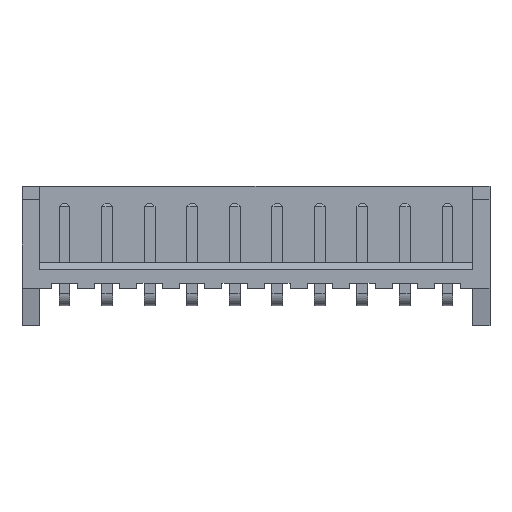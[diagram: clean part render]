
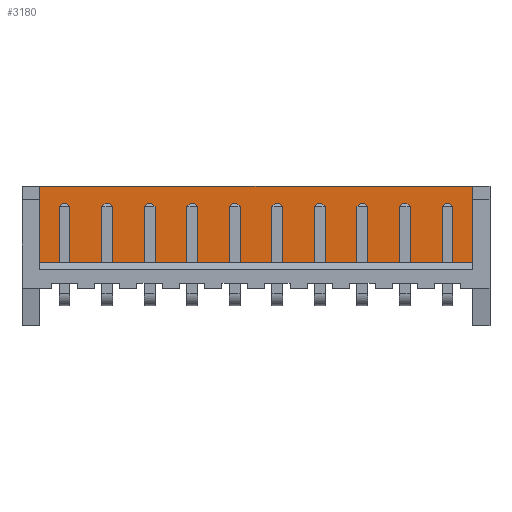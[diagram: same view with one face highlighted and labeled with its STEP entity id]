
A CAD part, top view. The second image highlights one B-rep face of the part: STEP entity #3180.
In plain terms, the highlighted planar face has unit normal (0, 0, 1).
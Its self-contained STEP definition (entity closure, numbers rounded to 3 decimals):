
#70 = PLANE('',#71);
#71 = AXIS2_PLACEMENT_3D('',#72,#73,#74);
#72 = CARTESIAN_POINT('',(-2.5,6.7,2.2));
#73 = DIRECTION('',(0.,-1.,0.));
#74 = DIRECTION('',(0.,0.,-1.));
#124 = PLANE('',#125);
#125 = AXIS2_PLACEMENT_3D('',#126,#127,#128);
#126 = CARTESIAN_POINT('',(24.,2.2,2.6));
#127 = DIRECTION('',(0.,-1.,0.));
#128 = DIRECTION('',(-1.,0.,0.));
#470 = VERTEX_POINT('',#471);
#471 = CARTESIAN_POINT('',(-2.05,2.2,0.85));
#485 = PLANE('',#486);
#486 = AXIS2_PLACEMENT_3D('',#487,#488,#489);
#487 = CARTESIAN_POINT('',(-2.05,6.7,0.85));
#488 = DIRECTION('',(-1.,0.,0.));
#489 = DIRECTION('',(0.,0.,1.));
#497 = EDGE_CURVE('',#498,#470,#500,.T.);
#498 = VERTEX_POINT('',#499);
#499 = CARTESIAN_POINT('',(24.55,2.2,0.85));
#500 = SURFACE_CURVE('',#501,(#505,#512),.PCURVE_S1.);
#501 = LINE('',#502,#503);
#502 = CARTESIAN_POINT('',(24.55,2.2,0.85));
#503 = VECTOR('',#504,1.);
#504 = DIRECTION('',(-1.,0.,0.));
#505 = PCURVE('',#124,#506);
#506 = DEFINITIONAL_REPRESENTATION('',(#507),#511);
#507 = LINE('',#508,#509);
#508 = CARTESIAN_POINT('',(-0.55,1.75));
#509 = VECTOR('',#510,1.);
#510 = DIRECTION('',(1.,0.));
#511 = ( GEOMETRIC_REPRESENTATION_CONTEXT(2)
PARAMETRIC_REPRESENTATION_CONTEXT() REPRESENTATION_CONTEXT('2D SPACE',''
) );
#512 = PCURVE('',#513,#518);
#513 = PLANE('',#514);
#514 = AXIS2_PLACEMENT_3D('',#515,#516,#517);
#515 = CARTESIAN_POINT('',(24.55,6.7,0.85));
#516 = DIRECTION('',(0.,0.,-1.));
#517 = DIRECTION('',(-1.,0.,0.));
#518 = DEFINITIONAL_REPRESENTATION('',(#519),#523);
#519 = LINE('',#520,#521);
#520 = CARTESIAN_POINT('',(0.,-4.5));
#521 = VECTOR('',#522,1.);
#522 = DIRECTION('',(1.,0.));
#523 = ( GEOMETRIC_REPRESENTATION_CONTEXT(2)
PARAMETRIC_REPRESENTATION_CONTEXT() REPRESENTATION_CONTEXT('2D SPACE',''
) );
#541 = PLANE('',#542);
#542 = AXIS2_PLACEMENT_3D('',#543,#544,#545);
#543 = CARTESIAN_POINT('',(24.55,6.7,1.35));
#544 = DIRECTION('',(1.,0.,0.));
#545 = DIRECTION('',(0.,0.,-1.));
#2056 = VERTEX_POINT('',#2057);
#2057 = CARTESIAN_POINT('',(-2.05,6.7,0.85));
#2078 = EDGE_CURVE('',#2079,#2056,#2081,.T.);
#2079 = VERTEX_POINT('',#2080);
#2080 = CARTESIAN_POINT('',(24.55,6.7,0.85));
#2081 = SURFACE_CURVE('',#2082,(#2086,#2093),.PCURVE_S1.);
#2082 = LINE('',#2083,#2084);
#2083 = CARTESIAN_POINT('',(24.55,6.7,0.85));
#2084 = VECTOR('',#2085,1.);
#2085 = DIRECTION('',(-1.,0.,0.));
#2086 = PCURVE('',#70,#2087);
#2087 = DEFINITIONAL_REPRESENTATION('',(#2088),#2092);
#2088 = LINE('',#2089,#2090);
#2089 = CARTESIAN_POINT('',(1.35,27.05));
#2090 = VECTOR('',#2091,1.);
#2091 = DIRECTION('',(0.,-1.));
#2092 = ( GEOMETRIC_REPRESENTATION_CONTEXT(2)
PARAMETRIC_REPRESENTATION_CONTEXT() REPRESENTATION_CONTEXT('2D SPACE',''
) );
#2093 = PCURVE('',#513,#2094);
#2094 = DEFINITIONAL_REPRESENTATION('',(#2095),#2099);
#2095 = LINE('',#2096,#2097);
#2096 = CARTESIAN_POINT('',(0.,0.));
#2097 = VECTOR('',#2098,1.);
#2098 = DIRECTION('',(1.,0.));
#2099 = ( GEOMETRIC_REPRESENTATION_CONTEXT(2)
PARAMETRIC_REPRESENTATION_CONTEXT() REPRESENTATION_CONTEXT('2D SPACE',''
) );
#3134 = EDGE_CURVE('',#2079,#498,#3135,.T.);
#3135 = SURFACE_CURVE('',#3136,(#3140,#3147),.PCURVE_S1.);
#3136 = LINE('',#3137,#3138);
#3137 = CARTESIAN_POINT('',(24.55,6.7,0.85));
#3138 = VECTOR('',#3139,1.);
#3139 = DIRECTION('',(0.,-1.,0.));
#3140 = PCURVE('',#541,#3141);
#3141 = DEFINITIONAL_REPRESENTATION('',(#3142),#3146);
#3142 = LINE('',#3143,#3144);
#3143 = CARTESIAN_POINT('',(0.5,0.));
#3144 = VECTOR('',#3145,1.);
#3145 = DIRECTION('',(0.,-1.));
#3146 = ( GEOMETRIC_REPRESENTATION_CONTEXT(2)
PARAMETRIC_REPRESENTATION_CONTEXT() REPRESENTATION_CONTEXT('2D SPACE',''
) );
#3147 = PCURVE('',#513,#3148);
#3148 = DEFINITIONAL_REPRESENTATION('',(#3149),#3153);
#3149 = LINE('',#3150,#3151);
#3150 = CARTESIAN_POINT('',(0.,0.));
#3151 = VECTOR('',#3152,1.);
#3152 = DIRECTION('',(0.,-1.));
#3153 = ( GEOMETRIC_REPRESENTATION_CONTEXT(2)
PARAMETRIC_REPRESENTATION_CONTEXT() REPRESENTATION_CONTEXT('2D SPACE',''
) );
#3180 = ADVANCED_FACE('',(#3181),#513,.F.);
#3181 = FACE_BOUND('',#3182,.F.);
#3182 = EDGE_LOOP('',(#3183,#3184,#3185,#3206));
#3183 = ORIENTED_EDGE('',*,*,#3134,.T.);
#3184 = ORIENTED_EDGE('',*,*,#497,.T.);
#3185 = ORIENTED_EDGE('',*,*,#3186,.F.);
#3186 = EDGE_CURVE('',#2056,#470,#3187,.T.);
#3187 = SURFACE_CURVE('',#3188,(#3192,#3199),.PCURVE_S1.);
#3188 = LINE('',#3189,#3190);
#3189 = CARTESIAN_POINT('',(-2.05,6.7,0.85));
#3190 = VECTOR('',#3191,1.);
#3191 = DIRECTION('',(0.,-1.,0.));
#3192 = PCURVE('',#513,#3193);
#3193 = DEFINITIONAL_REPRESENTATION('',(#3194),#3198);
#3194 = LINE('',#3195,#3196);
#3195 = CARTESIAN_POINT('',(26.6,0.));
#3196 = VECTOR('',#3197,1.);
#3197 = DIRECTION('',(0.,-1.));
#3198 = ( GEOMETRIC_REPRESENTATION_CONTEXT(2)
PARAMETRIC_REPRESENTATION_CONTEXT() REPRESENTATION_CONTEXT('2D SPACE',''
) );
#3199 = PCURVE('',#485,#3200);
#3200 = DEFINITIONAL_REPRESENTATION('',(#3201),#3205);
#3201 = LINE('',#3202,#3203);
#3202 = CARTESIAN_POINT('',(0.,0.));
#3203 = VECTOR('',#3204,1.);
#3204 = DIRECTION('',(0.,-1.));
#3205 = ( GEOMETRIC_REPRESENTATION_CONTEXT(2)
PARAMETRIC_REPRESENTATION_CONTEXT() REPRESENTATION_CONTEXT('2D SPACE',''
) );
#3206 = ORIENTED_EDGE('',*,*,#2078,.F.);
